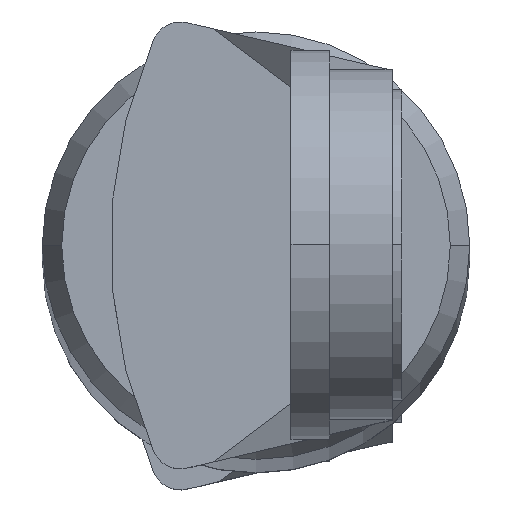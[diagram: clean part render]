
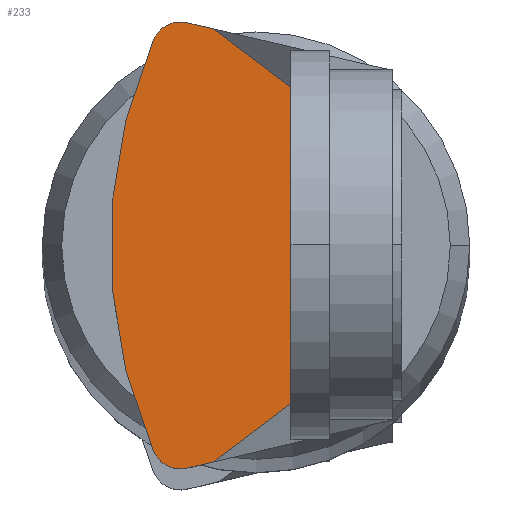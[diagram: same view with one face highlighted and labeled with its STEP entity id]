
A CAD part, top view. The second image highlights one B-rep face of the part: STEP entity #233.
In plain terms, the highlighted planar face has unit normal (0, 0, 1).
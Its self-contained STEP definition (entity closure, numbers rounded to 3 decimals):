
#233=ADVANCED_FACE('',(#583),#582,.F.);
#582=PLANE('',#1250);
#583=FACE_OUTER_BOUND('',#1251,.T.);
#1247=CARTESIAN_POINT('',(5.174,-14.092,512.2));
#1248=DIRECTION('',(0.,0.,-1.));
#1249=DIRECTION('',(-1.,0.,0.));
#1250=AXIS2_PLACEMENT_3D('',#1247,#1248,#1249);
#1251=EDGE_LOOP('',(#1808,#1809,#1810,#1811,#1812,#1813,#1814,#1815));
#1808=ORIENTED_EDGE('',*,*,#2106,.T.);
#1809=ORIENTED_EDGE('',*,*,#2145,.F.);
#1810=ORIENTED_EDGE('',*,*,#2136,.F.);
#1811=ORIENTED_EDGE('',*,*,#2146,.F.);
#1812=ORIENTED_EDGE('',*,*,#2147,.T.);
#1813=ORIENTED_EDGE('',*,*,#2140,.F.);
#1814=ORIENTED_EDGE('',*,*,#2116,.F.);
#1815=ORIENTED_EDGE('',*,*,#2113,.F.);
#2106=EDGE_CURVE('',#2566,#2567,#2568,.T.);
#2113=EDGE_CURVE('',#2566,#2614,#2615,.T.);
#2116=EDGE_CURVE('',#2614,#2634,#2635,.T.);
#2136=EDGE_CURVE('',#2759,#2766,#2767,.T.);
#2140=EDGE_CURVE('',#2634,#2793,#2794,.T.);
#2145=EDGE_CURVE('',#2766,#2567,#2826,.T.);
#2146=EDGE_CURVE('',#2832,#2759,#2833,.T.);
#2147=EDGE_CURVE('',#2832,#2793,#2839,.T.);
#2566=VERTEX_POINT('',#3730);
#2567=VERTEX_POINT('',#3731);
#2568=LINE('',#3732,#3733);
#2614=VERTEX_POINT('',#3757);
#2615=CIRCLE('',#3761,1.5);
#2634=VERTEX_POINT('',#3770);
#2635=CIRCLE('',#3774,26.323);
#2759=VERTEX_POINT('',#3841);
#2766=VERTEX_POINT('',#3845);
#2767=LINE('',#3846,#3847);
#2793=VERTEX_POINT('',#3862);
#2794=CIRCLE('',#3866,1.5);
#2826=LINE('',#3883,#3884);
#2832=VERTEX_POINT('',#3886);
#2833=LINE('',#3887,#3888);
#2839=LINE('',#3890,#3891);
#3730=CARTESIAN_POINT('',(-3.556,-11.461,512.2));
#3731=CARTESIAN_POINT('',(-2.198,-11.144,512.2));
#3732=CARTESIAN_POINT('',(-3.556,-11.461,512.2));
#3733=VECTOR('',#3734,1.394);
#3734=DIRECTION('',(0.974,0.227,0.));
#3757=CARTESIAN_POINT('',(-5.27,-10.604,512.2));
#3758=CARTESIAN_POINT('',(-3.897,-10.,512.2));
#3759=DIRECTION('',(0.,0.,-1.));
#3760=DIRECTION('',(1.,0.,0.));
#3761=AXIS2_PLACEMENT_3D('',#3758,#3759,#3760);
#3770=CARTESIAN_POINT('',(-5.27,10.604,512.2));
#3771=CARTESIAN_POINT('',(18.823,0.,512.2));
#3772=DIRECTION('',(0.,0.,-1.));
#3773=DIRECTION('',(1.,0.,0.));
#3774=AXIS2_PLACEMENT_3D('',#3771,#3772,#3773);
#3841=CARTESIAN_POINT('',(3.8,6.625,512.2));
#3845=CARTESIAN_POINT('',(3.8,-6.625,512.2));
#3846=CARTESIAN_POINT('',(3.8,6.625,512.2));
#3847=VECTOR('',#3848,13.25);
#3848=DIRECTION('',(0.,-1.,0.));
#3862=CARTESIAN_POINT('',(-3.556,11.461,512.2));
#3863=CARTESIAN_POINT('',(-3.897,10.,512.2));
#3864=DIRECTION('',(0.,0.,-1.));
#3865=DIRECTION('',(1.,0.,0.));
#3866=AXIS2_PLACEMENT_3D('',#3863,#3864,#3865);
#3883=CARTESIAN_POINT('',(3.8,-6.625,512.2));
#3884=VECTOR('',#3885,7.51);
#3885=DIRECTION('',(-0.799,-0.602,0.));
#3886=CARTESIAN_POINT('',(-2.198,11.144,512.2));
#3887=CARTESIAN_POINT('',(-2.198,11.144,512.2));
#3888=VECTOR('',#3889,7.51);
#3889=DIRECTION('',(0.799,-0.602,0.));
#3890=CARTESIAN_POINT('',(-2.198,11.144,512.2));
#3891=VECTOR('',#3892,1.394);
#3892=DIRECTION('',(-0.974,0.227,0.));
